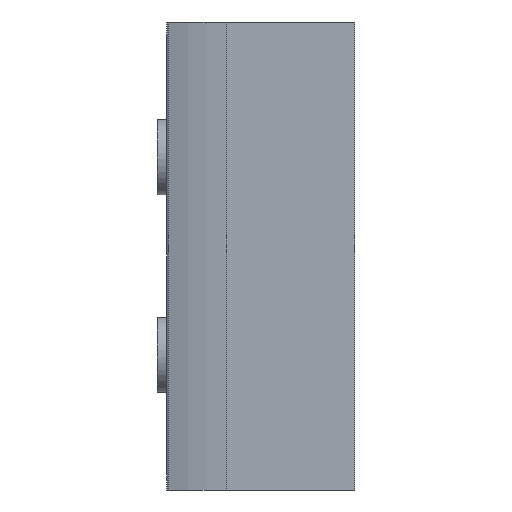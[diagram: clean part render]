
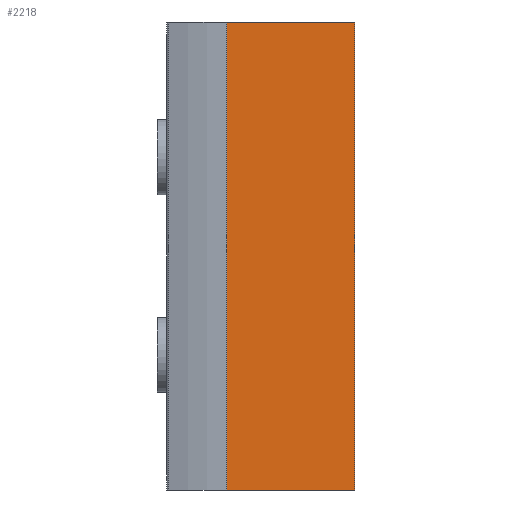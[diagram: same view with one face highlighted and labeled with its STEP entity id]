
A CAD part, left-side view. The second image highlights one B-rep face of the part: STEP entity #2218.
In plain terms, the highlighted planar face has unit normal (-1, 0, 0).
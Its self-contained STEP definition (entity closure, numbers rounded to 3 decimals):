
#336=ORIENTED_EDGE('',*,*,#888,.T.);
#337=ORIENTED_EDGE('',*,*,#889,.F.);
#338=ORIENTED_EDGE('',*,*,#890,.F.);
#339=ORIENTED_EDGE('',*,*,#885,.T.);
#885=EDGE_CURVE('',#1162,#1161,#1378,.T.);
#888=EDGE_CURVE('',#1161,#1164,#1380,.T.);
#889=EDGE_CURVE('',#1165,#1164,#1381,.T.);
#890=EDGE_CURVE('',#1162,#1165,#1382,.T.);
#1161=VERTEX_POINT('',#3628);
#1162=VERTEX_POINT('',#3630);
#1164=VERTEX_POINT('',#3636);
#1165=VERTEX_POINT('',#3638);
#1378=LINE('',#3629,#1458);
#1380=LINE('',#3635,#1460);
#1381=LINE('',#3637,#1461);
#1382=LINE('',#3639,#1462);
#1458=VECTOR('',#2801,1000.);
#1460=VECTOR('',#2807,1000.);
#1461=VECTOR('',#2808,1000.);
#1462=VECTOR('',#2809,1000.);
#1536=EDGE_LOOP('',(#336,#337,#338,#339));
#1842=FACE_BOUND('',#1536,.T.);
#2147=PLANE('',#2415);
#2218=ADVANCED_FACE('',(#1842),#2147,.F.);
#2415=AXIS2_PLACEMENT_3D('',#3634,#2805,#2806);
#2801=DIRECTION('',(0.,0.,-1.));
#2805=DIRECTION('',(1.,0.,0.));
#2806=DIRECTION('',(0.,0.,-1.));
#2807=DIRECTION('',(0.,-1.,0.));
#2808=DIRECTION('',(0.,0.,-1.));
#2809=DIRECTION('',(0.,-1.,0.));
#3628=CARTESIAN_POINT('',(-53.65,13.6,-24.85));
#3629=CARTESIAN_POINT('',(-53.65,13.6,24.85));
#3630=CARTESIAN_POINT('',(-53.65,13.6,24.85));
#3634=CARTESIAN_POINT('',(-53.65,13.6,24.85));
#3635=CARTESIAN_POINT('',(-53.65,13.6,-24.85));
#3636=CARTESIAN_POINT('',(-53.65,0.,-24.85));
#3637=CARTESIAN_POINT('',(-53.65,0.,24.85));
#3638=CARTESIAN_POINT('',(-53.65,0.,24.85));
#3639=CARTESIAN_POINT('',(-53.65,13.6,24.85));
